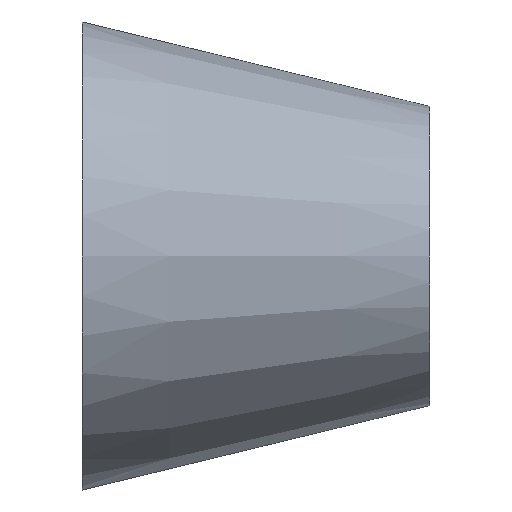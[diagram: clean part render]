
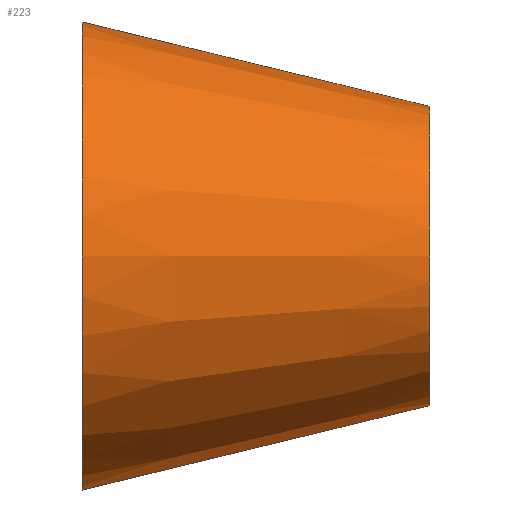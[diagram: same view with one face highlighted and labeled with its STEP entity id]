
A CAD part, front view. The second image highlights one B-rep face of the part: STEP entity #223.
In plain terms, the highlighted conical face has half-angle 13.631 degrees and reference radius 8.6 mm.
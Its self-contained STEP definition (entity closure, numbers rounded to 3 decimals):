
#9 = DIRECTION ( 'NONE',  ( 0., 0., -1. ) ) ;
#13 = DIRECTION ( 'NONE',  ( 0., 0., 1. ) ) ;
#27 = ORIENTED_EDGE ( 'NONE', *, *, #44, .F. ) ;
#29 = CIRCLE ( 'NONE', #164, 13.45 ) ;
#44 = EDGE_CURVE ( 'NONE', #51, #162, #193, .T. ) ;
#45 = CARTESIAN_POINT ( 'NONE',  ( 0., 0., 0. ) ) ;
#46 = VECTOR ( 'NONE', #156, 1000. ) ;
#47 = CARTESIAN_POINT ( 'NONE',  ( 20., 0., 8.6 ) ) ;
#51 = VERTEX_POINT ( 'NONE', #187 ) ;
#70 = DIRECTION ( 'NONE',  ( -1., 0., 0. ) ) ;
#85 = FACE_OUTER_BOUND ( 'NONE', #206, .T. ) ;
#103 = CARTESIAN_POINT ( 'NONE',  ( 0., 0., 13.45 ) ) ;
#118 = DIRECTION ( 'NONE',  ( 0., 0., -1. ) ) ;
#121 = AXIS2_PLACEMENT_3D ( 'NONE', #199, #70, #13 ) ;
#129 = CARTESIAN_POINT ( 'NONE',  ( 20., 0., -8.6 ) ) ;
#134 = EDGE_CURVE ( 'NONE', #239, #162, #29, .T. ) ;
#135 = CARTESIAN_POINT ( 'NONE',  ( 20., 0., 0. ) ) ;
#137 = LINE ( 'NONE', #47, #46 ) ;
#152 = VECTOR ( 'NONE', #157, 1000. ) ;
#156 = DIRECTION ( 'NONE',  ( -0.972, 0., 0.236 ) ) ;
#157 = DIRECTION ( 'NONE',  ( -0.972, 0., -0.236 ) ) ;
#162 = VERTEX_POINT ( 'NONE', #221 ) ;
#164 = AXIS2_PLACEMENT_3D ( 'NONE', #45, #237, #9 ) ;
#169 = EDGE_CURVE ( 'NONE', #178, #239, #137, .T. ) ;
#172 = EDGE_CURVE ( 'NONE', #178, #51, #194, .T. ) ;
#178 = VERTEX_POINT ( 'NONE', #197 ) ;
#181 = CONICAL_SURFACE ( 'NONE', #121, 8.6, 0.238 ) ;
#187 = CARTESIAN_POINT ( 'NONE',  ( 20., 0., -8.6 ) ) ;
#193 = LINE ( 'NONE', #129, #152 ) ;
#194 = CIRCLE ( 'NONE', #246, 8.6 ) ;
#197 = CARTESIAN_POINT ( 'NONE',  ( 20., 0., 8.6 ) ) ;
#198 = ORIENTED_EDGE ( 'NONE', *, *, #172, .F. ) ;
#199 = CARTESIAN_POINT ( 'NONE',  ( 20., 0., 0. ) ) ;
#203 = ORIENTED_EDGE ( 'NONE', *, *, #134, .T. ) ;
#206 = EDGE_LOOP ( 'NONE', ( #27, #198, #233, #203 ) ) ;
#215 = DIRECTION ( 'NONE',  ( 1., 0., 0. ) ) ;
#221 = CARTESIAN_POINT ( 'NONE',  ( 0., 0., -13.45 ) ) ;
#223 = ADVANCED_FACE ( 'NONE', ( #85 ), #181, .T. ) ;
#233 = ORIENTED_EDGE ( 'NONE', *, *, #169, .T. ) ;
#237 = DIRECTION ( 'NONE',  ( 1., 0., 0. ) ) ;
#239 = VERTEX_POINT ( 'NONE', #103 ) ;
#246 = AXIS2_PLACEMENT_3D ( 'NONE', #135, #215, #118 ) ;
